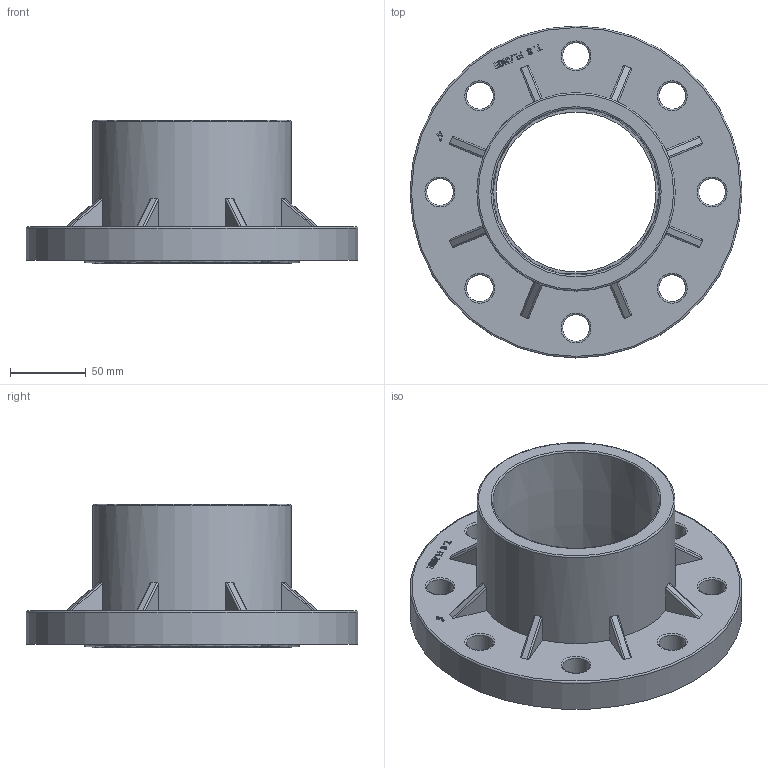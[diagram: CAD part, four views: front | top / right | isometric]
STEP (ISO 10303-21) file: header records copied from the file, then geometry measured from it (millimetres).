
FILE_DESCRIPTION(/* description */ (''),/* implementation_level */ '2;1');
FILE_NAME(/* name */ '110固定法兰.stp',/* time_stamp */ '2024-09-11T16:23:40+08:00',/* author */ (''),/* organization */ (''),/* preprocessor_version */ 'ST-DEVELOPER v16',/* originating_system */ 'SIEMENS PLM Software NX 10.0',/* authorisation */ '');
FILE_SCHEMA (('AUTOMOTIVE_DESIGN { 1 0 10303 214 3 1 1 1 }'));
Length unit declared in the file: millimetre
Products named in the file (1): gelv0E4CC66Bmgpc
Bounding box: 219.6 x 219.6 x 94.8 mm (x, y, z)
Volume: 736037.6 mm3; surface area: 170294.4 mm2
Topology: 1 solids, 1 shells, 446 faces, 1161 edges, 741 vertices
Faces by surface type: plane 217, cylinder 123, torus 68, extrusion 23, cone 15
Full cylindrical faces by diameter (mm): 17.8 x8, 105.8 x1, 131.2 x1, 219.6 x1
Entity records: 14231 total; most frequent: CARTESIAN_POINT 3726, ORIENTED_EDGE 2212, DIRECTION 2085, EDGE_CURVE 1106, AXIS2_PLACEMENT_3D 816, VERTEX_POINT 724, EDGE_LOOP 526, VECTOR 453
